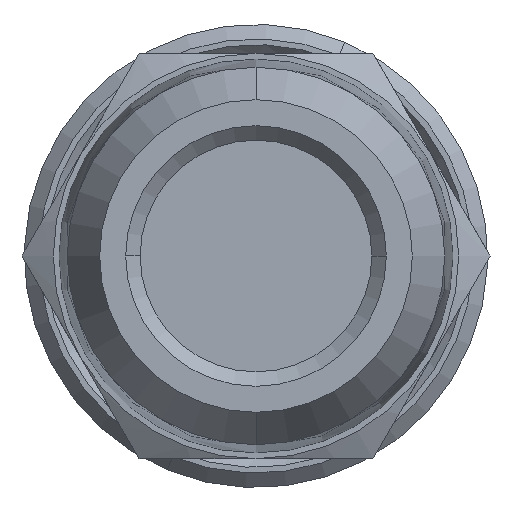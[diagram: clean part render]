
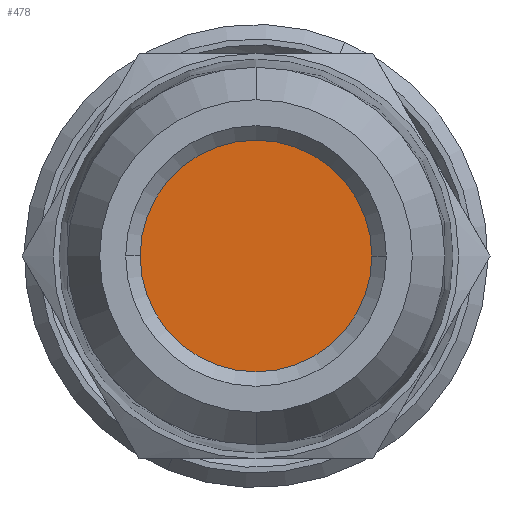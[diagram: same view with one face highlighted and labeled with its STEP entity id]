
A CAD part, front view. The second image highlights one B-rep face of the part: STEP entity #478.
In plain terms, the highlighted planar face has unit normal (0, -1, 0).
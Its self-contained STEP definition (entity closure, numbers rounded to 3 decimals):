
#142 = AXIS2_PLACEMENT_3D ( 'NONE', #496, #497, #498 ) ;
#165 = AXIS2_PLACEMENT_3D ( 'NONE', #876, #877, #878 ) ;
#188 = AXIS2_PLACEMENT_3D ( 'NONE', #310, #311, #312 ) ;
#310 = CARTESIAN_POINT ( 'NONE',  ( 0., 3.5, 0. ) ) ;
#311 = DIRECTION ( 'NONE',  ( 0., 1., 0. ) ) ;
#312 = DIRECTION ( 'NONE',  ( 0., 0., -1. ) ) ;
#478 = ADVANCED_FACE ( 'NONE', ( #1036 ), #495, .T. ) ;
#495 = PLANE ( 'NONE',  #142 ) ;
#496 = CARTESIAN_POINT ( 'NONE',  ( 0., 3.5, 0. ) ) ;
#497 = DIRECTION ( 'NONE',  ( 0., -1., 0. ) ) ;
#498 = DIRECTION ( 'NONE',  ( 0., 0., -1. ) ) ;
#705 = EDGE_CURVE ( 'NONE', #1319, #1318, #1069, .T. ) ;
#820 = EDGE_CURVE ( 'NONE', #1318, #1319, #1124, .T. ) ;
#876 = CARTESIAN_POINT ( 'NONE',  ( 0., 3.5, 0. ) ) ;
#877 = DIRECTION ( 'NONE',  ( 0., 1., 0. ) ) ;
#878 = DIRECTION ( 'NONE',  ( 0., 0., -1. ) ) ;
#928 = ORIENTED_EDGE ( 'NONE', *, *, #820, .F. ) ;
#929 = ORIENTED_EDGE ( 'NONE', *, *, #705, .F. ) ;
#1036 = FACE_OUTER_BOUND ( 'NONE', #1294, .T. ) ;
#1069 = CIRCLE ( 'NONE', #165, 4. ) ;
#1124 = CIRCLE ( 'NONE', #188, 4. ) ;
#1294 = EDGE_LOOP ( 'NONE', ( #929, #928 ) ) ;
#1318 = VERTEX_POINT ( 'NONE', #1819 ) ;
#1319 = VERTEX_POINT ( 'NONE', #1820 ) ;
#1819 = CARTESIAN_POINT ( 'NONE',  ( 4., 3.5, 0. ) ) ;
#1820 = CARTESIAN_POINT ( 'NONE',  ( -4., 3.5, 0. ) ) ;
